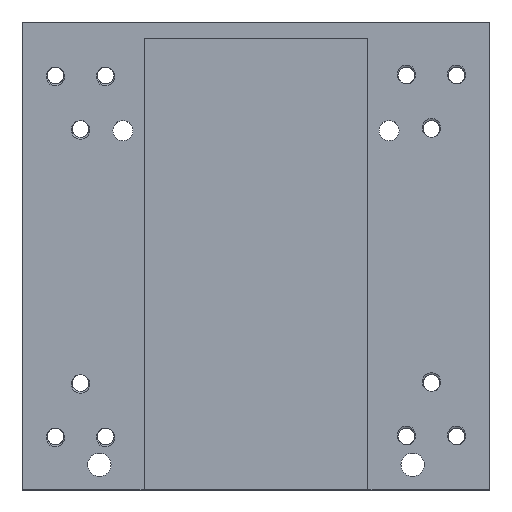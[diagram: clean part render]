
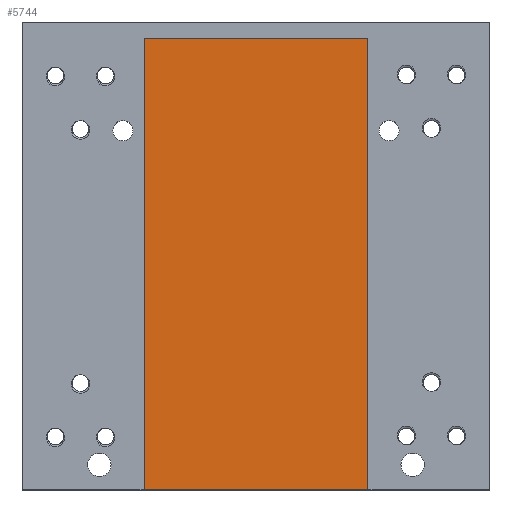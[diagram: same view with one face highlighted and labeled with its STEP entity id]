
A CAD part, top view. The second image highlights one B-rep face of the part: STEP entity #5744.
In plain terms, the highlighted planar face has unit normal (0, 0, 1).
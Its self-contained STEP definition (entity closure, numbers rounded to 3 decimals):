
#76=PLANE('',#6123);
#333=FACE_OUTER_BOUND('',#655,.T.);
#655=EDGE_LOOP('',(#4470,#4471,#4472,#4473));
#1613=LINE('',#17407,#1883);
#1619=LINE('',#17419,#1889);
#1623=LINE('',#17426,#1893);
#1625=LINE('',#17429,#1895);
#1883=VECTOR('',#7023,10.);
#1889=VECTOR('',#7031,10.);
#1893=VECTOR('',#7037,10.);
#1895=VECTOR('',#7041,10.);
#2495=VERTEX_POINT('',#17404);
#2496=VERTEX_POINT('',#17406);
#2500=VERTEX_POINT('',#17417);
#2501=VERTEX_POINT('',#17418);
#3321=EDGE_CURVE('',#2495,#2496,#1613,.T.);
#3327=EDGE_CURVE('',#2500,#2501,#1619,.T.);
#3331=EDGE_CURVE('',#2495,#2500,#1623,.T.);
#3333=EDGE_CURVE('',#2496,#2501,#1625,.F.);
#4470=ORIENTED_EDGE('',*,*,#3327,.T.);
#4471=ORIENTED_EDGE('',*,*,#3333,.F.);
#4472=ORIENTED_EDGE('',*,*,#3321,.F.);
#4473=ORIENTED_EDGE('',*,*,#3331,.T.);
#5744=ADVANCED_FACE('',(#333),#76,.F.);
#6123=AXIS2_PLACEMENT_3D('',#17428,#7039,#7040);
#7023=DIRECTION('',(-1.,0.,0.));
#7031=DIRECTION('',(-1.,0.,0.));
#7037=DIRECTION('',(0.,1.,0.));
#7039=DIRECTION('center_axis',(0.,0.,-1.));
#7040=DIRECTION('ref_axis',(-1.,0.,0.));
#7041=DIRECTION('',(0.,-1.,0.));
#17404=CARTESIAN_POINT('',(16.75,-35.,2.));
#17406=CARTESIAN_POINT('',(-16.75,-35.,2.));
#17407=CARTESIAN_POINT('',(-25.875,-35.,2.));
#17417=CARTESIAN_POINT('',(16.75,32.5,2.));
#17418=CARTESIAN_POINT('',(-16.75,32.5,2.));
#17419=CARTESIAN_POINT('',(-8.375,32.5,2.));
#17426=CARTESIAN_POINT('',(16.75,16.25,2.));
#17428=CARTESIAN_POINT('Origin',(0.,0.,
2.));
#17429=CARTESIAN_POINT('',(-16.75,-16.25,2.));
